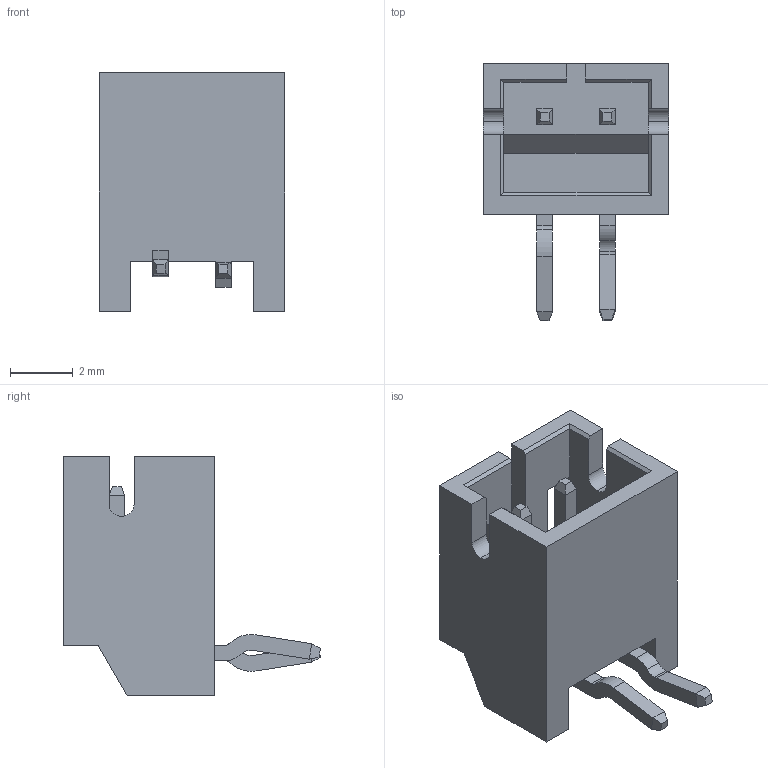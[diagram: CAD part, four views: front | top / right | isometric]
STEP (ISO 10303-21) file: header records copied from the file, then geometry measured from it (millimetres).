
FILE_DESCRIPTION (( 'STEP AP214' ), '1' );
FILE_NAME ('S2B-PH-K-S(LF)(SN).STEP', '2018-12-20T09:15:50', ( '' ), ( '' ), 'SwSTEP 2.0', 'SolidWorks 2017', '' );
FILE_SCHEMA (( 'AUTOMOTIVE_DESIGN' ));
Length unit declared in the file: millimetre
Products named in the file (1): S2B-PH-K-S(LF)(SN)
Bounding box: 5.9 x 8.18 x 7.6 mm (x, y, z)
Volume: 104.2 mm3; surface area: 336.9 mm2
Topology: 3 solids, 3 shells, 101 faces, 275 edges, 176 vertices
Faces by surface type: plane 85, cylinder 16
Entity records: 3193 total; most frequent: CARTESIAN_POINT 553, ORIENTED_EDGE 550, DIRECTION 511, EDGE_CURVE 275, LINE 243, VECTOR 243, VERTEX_POINT 176, AXIS2_PLACEMENT_3D 134
